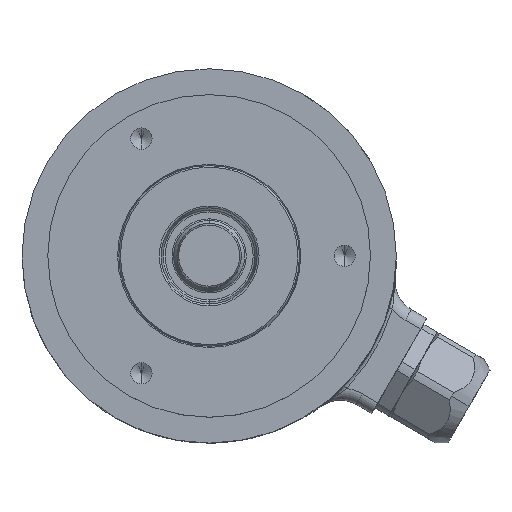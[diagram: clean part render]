
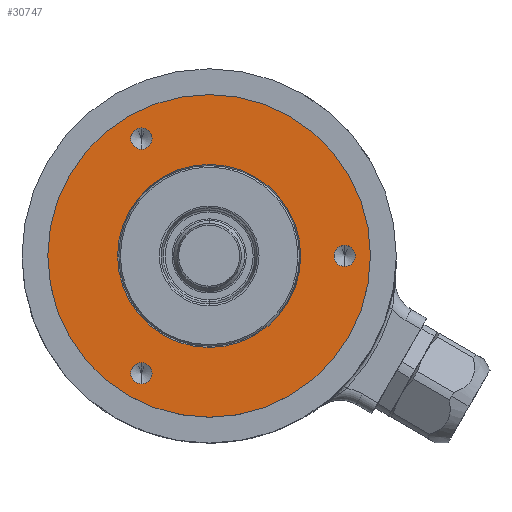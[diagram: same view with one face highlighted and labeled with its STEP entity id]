
A CAD part, top view. The second image highlights one B-rep face of the part: STEP entity #30747.
In plain terms, the highlighted planar face has unit normal (0, 0, 1).
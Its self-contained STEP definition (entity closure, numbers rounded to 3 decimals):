
#4451=CARTESIAN_POINT('',(0.,0.,27.));
#4452=DIRECTION('',(0.,0.,-1.));
#4453=DIRECTION('',(0.,1.,0.));
#4454=AXIS2_PLACEMENT_3D('',#4451,#4452,#4453);
#4456=CARTESIAN_POINT('',(0.,0.,27.));
#4457=DIRECTION('',(0.,0.,-1.));
#4458=DIRECTION('',(0.,-1.,0.));
#4459=AXIS2_PLACEMENT_3D('',#4456,#4457,#4458);
#4461=CARTESIAN_POINT('',(21.,0.,27.));
#4462=DIRECTION('',(0.,0.,1.));
#4463=DIRECTION('',(0.,-1.,0.));
#4464=AXIS2_PLACEMENT_3D('',#4461,#4462,#4463);
#4466=CARTESIAN_POINT('',(21.,0.,27.));
#4467=DIRECTION('',(0.,0.,1.));
#4468=DIRECTION('',(0.,1.,0.));
#4469=AXIS2_PLACEMENT_3D('',#4466,#4467,#4468);
#4471=CARTESIAN_POINT('',(-10.5,-18.187,27.));
#4472=DIRECTION('',(0.,0.,1.));
#4473=DIRECTION('',(0.,-1.,0.));
#4474=AXIS2_PLACEMENT_3D('',#4471,#4472,#4473);
#4476=CARTESIAN_POINT('',(-10.5,-18.187,27.));
#4477=DIRECTION('',(0.,0.,1.));
#4478=DIRECTION('',(0.,1.,0.));
#4479=AXIS2_PLACEMENT_3D('',#4476,#4477,#4478);
#4481=CARTESIAN_POINT('',(-10.5,18.187,27.));
#4482=DIRECTION('',(0.,0.,1.));
#4483=DIRECTION('',(0.,-1.,0.));
#4484=AXIS2_PLACEMENT_3D('',#4481,#4482,#4483);
#4486=CARTESIAN_POINT('',(-10.5,18.187,27.));
#4487=DIRECTION('',(0.,0.,1.));
#4488=DIRECTION('',(0.,1.,0.));
#4489=AXIS2_PLACEMENT_3D('',#4486,#4487,#4488);
#4496=CARTESIAN_POINT('',(0.,0.,27.));
#4497=DIRECTION('',(0.,0.,-1.));
#4498=DIRECTION('',(-1.,0.,0.));
#4499=AXIS2_PLACEMENT_3D('',#4496,#4497,#4498);
#4514=CARTESIAN_POINT('',(0.,0.,27.));
#4515=DIRECTION('',(0.,0.,-1.));
#4516=DIRECTION('',(1.,0.,0.));
#4517=AXIS2_PLACEMENT_3D('',#4514,#4515,#4516);
#21655=CARTESIAN_POINT('',(0.,25.,27.));
#21656=CARTESIAN_POINT('',(0.,-25.,27.));
#21657=VERTEX_POINT('',#21655);
#21658=VERTEX_POINT('',#21656);
#21885=CARTESIAN_POINT('',(14.188,0.,27.));
#21886=CARTESIAN_POINT('',(-14.188,0.,27.));
#21887=VERTEX_POINT('',#21885);
#21888=VERTEX_POINT('',#21886);
#22114=CARTESIAN_POINT('',(21.,-1.65,27.));
#22115=CARTESIAN_POINT('',(21.,1.65,27.));
#22116=VERTEX_POINT('',#22114);
#22117=VERTEX_POINT('',#22115);
#22124=CARTESIAN_POINT('',(-10.5,-19.837,27.));
#22125=CARTESIAN_POINT('',(-10.5,-16.537,27.));
#22126=VERTEX_POINT('',#22124);
#22127=VERTEX_POINT('',#22125);
#22134=CARTESIAN_POINT('',(-10.5,16.537,27.));
#22135=CARTESIAN_POINT('',(-10.5,19.837,27.));
#22136=VERTEX_POINT('',#22134);
#22137=VERTEX_POINT('',#22135);
#30713=CARTESIAN_POINT('',(0.,0.,27.));
#30714=DIRECTION('',(0.,0.,1.));
#30715=DIRECTION('',(1.,0.,0.));
#30716=AXIS2_PLACEMENT_3D('',#30713,#30714,#30715);
#30717=PLANE('',#30716);
#30719=ORIENTED_EDGE('',*,*,#30718,.T.);
#30720=ORIENTED_EDGE('',*,*,#30703,.T.);
#30721=EDGE_LOOP('',(#30719,#30720));
#30722=FACE_OUTER_BOUND('',#30721,.F.);
#30724=ORIENTED_EDGE('',*,*,#30723,.F.);
#30726=ORIENTED_EDGE('',*,*,#30725,.F.);
#30727=EDGE_LOOP('',(#30724,#30726));
#30728=FACE_BOUND('',#30727,.F.);
#30730=ORIENTED_EDGE('',*,*,#30729,.T.);
#30732=ORIENTED_EDGE('',*,*,#30731,.T.);
#30733=EDGE_LOOP('',(#30730,#30732));
#30734=FACE_BOUND('',#30733,.F.);
#30736=ORIENTED_EDGE('',*,*,#30735,.T.);
#30738=ORIENTED_EDGE('',*,*,#30737,.T.);
#30739=EDGE_LOOP('',(#30736,#30738));
#30740=FACE_BOUND('',#30739,.F.);
#30742=ORIENTED_EDGE('',*,*,#30741,.T.);
#30744=ORIENTED_EDGE('',*,*,#30743,.T.);
#30745=EDGE_LOOP('',(#30742,#30744));
#30746=FACE_BOUND('',#30745,.F.);
#4455=CIRCLE('',#4454,25.);
#4460=CIRCLE('',#4459,25.);
#4465=CIRCLE('',#4464,1.65);
#4470=CIRCLE('',#4469,1.65);
#4475=CIRCLE('',#4474,1.65);
#4480=CIRCLE('',#4479,1.65);
#4485=CIRCLE('',#4484,1.65);
#4490=CIRCLE('',#4489,1.65);
#4500=CIRCLE('',#4499,14.188);
#4518=CIRCLE('',#4517,14.188);
#30703=EDGE_CURVE('',#21658,#21657,#4460,.T.);
#30718=EDGE_CURVE('',#21657,#21658,#4455,.T.);
#30723=EDGE_CURVE('',#21888,#21887,#4500,.T.);
#30725=EDGE_CURVE('',#21887,#21888,#4518,.T.);
#30729=EDGE_CURVE('',#22116,#22117,#4465,.T.);
#30731=EDGE_CURVE('',#22117,#22116,#4470,.T.);
#30735=EDGE_CURVE('',#22126,#22127,#4475,.T.);
#30737=EDGE_CURVE('',#22127,#22126,#4480,.T.);
#30741=EDGE_CURVE('',#22136,#22137,#4485,.T.);
#30743=EDGE_CURVE('',#22137,#22136,#4490,.T.);
#30747=ADVANCED_FACE('',(#30722,#30728,#30734,#30740,#30746),#30717,.T.);
